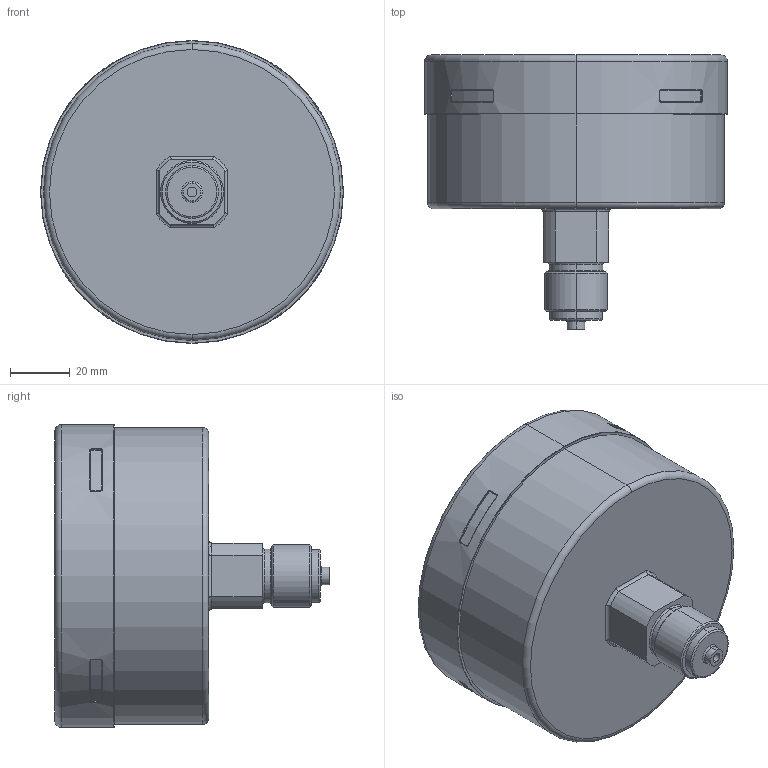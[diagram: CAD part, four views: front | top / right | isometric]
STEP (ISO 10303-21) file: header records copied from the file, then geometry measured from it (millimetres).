
FILE_DESCRIPTION (( 'STEP AP214' ), '1' );
FILE_NAME ('MM07_G1-2 zoll_Axial_100mm_0-40 bar.STEP', '2022-06-17T13:05:38', ( '' ), ( '' ), 'SwSTEP 2.0', 'SolidWorks 2021', '' );
FILE_SCHEMA (( 'AUTOMOTIVE_DESIGN' ));
Length unit declared in the file: metre
Products named in the file (1): MM07_G1-2 zoll_Axial_100mm_0-40 bar
Bounding box: 101 x 91.45 x 101 mm (x, y, z)
Volume: 39343.4 mm3; surface area: 80805.9 mm2
Topology: 7 solids, 7 shells, 779 faces, 1929 edges, 1246 vertices
Faces by surface type: plane 412, bspline 215, cylinder 94, torus 36, cone 14, sphere 8
Entity records: 40140 total; most frequent: CARTESIAN_POINT 14414, ORIENTED_EDGE 3850, DIRECTION 2851, EDGE_CURVE 1925, VERTEX_POINT 1246, VECTOR 1173, LINE 1173, EDGE_LOOP 869
